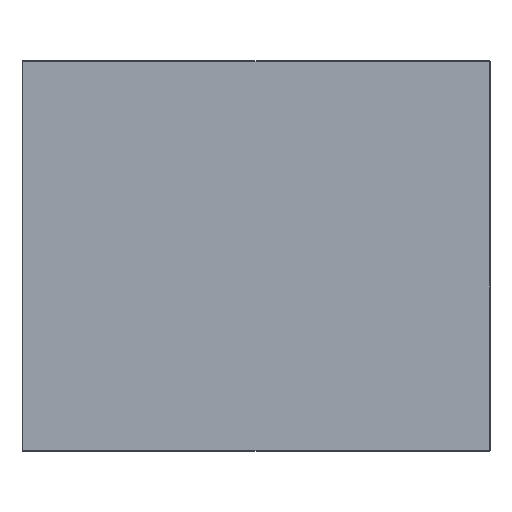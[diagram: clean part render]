
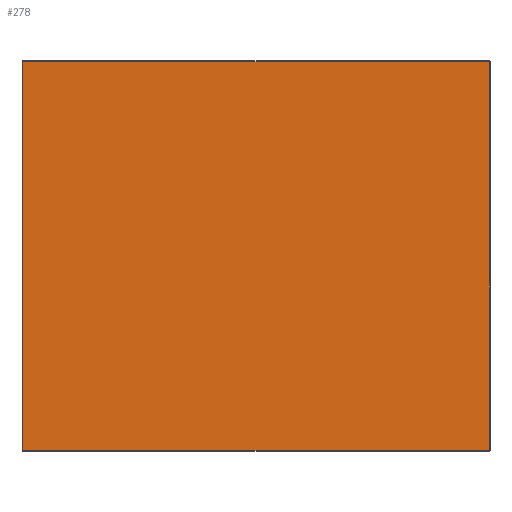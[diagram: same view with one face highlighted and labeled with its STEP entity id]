
A CAD part, top view. The second image highlights one B-rep face of the part: STEP entity #278.
In plain terms, the highlighted face is planar.
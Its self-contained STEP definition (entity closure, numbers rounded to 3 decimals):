
#278=ADVANCED_FACE('',(#354),#1213,.T.);
#354=FACE_OUTER_BOUND('',#431,.T.);
#431=EDGE_LOOP('',(#682,#683,#684,#685));
#682=ORIENTED_EDGE('',*,*,#894,.F.);
#683=ORIENTED_EDGE('',*,*,#895,.F.);
#684=ORIENTED_EDGE('',*,*,#896,.F.);
#685=ORIENTED_EDGE('',*,*,#893,.F.);
#893=EDGE_CURVE('',#1152,#1153,#1050,.T.);
#894=EDGE_CURVE('',#1154,#1152,#1051,.T.);
#895=EDGE_CURVE('',#1155,#1154,#1052,.T.);
#896=EDGE_CURVE('',#1153,#1155,#1053,.T.);
#1050=B_SPLINE_CURVE_WITH_KNOTS('',1,(#2214,#2215),.UNSPECIFIED.,.F.,.F.,
(2,2),(-498.,0.),.UNSPECIFIED.);
#1051=B_SPLINE_CURVE_WITH_KNOTS('',1,(#2216,#2217),.UNSPECIFIED.,.F.,.F.,
(2,2),(-598.,0.),.UNSPECIFIED.);
#1052=B_SPLINE_CURVE_WITH_KNOTS('',1,(#2218,#2219),.UNSPECIFIED.,.F.,.F.,
(2,2),(-498.,0.),.UNSPECIFIED.);
#1053=B_SPLINE_CURVE_WITH_KNOTS('',1,(#2220,#2221),.UNSPECIFIED.,.F.,.F.,
(2,2),(-598.,0.),.UNSPECIFIED.);
#1152=VERTEX_POINT('',#2160);
#1153=VERTEX_POINT('',#2161);
#1154=VERTEX_POINT('',#2162);
#1155=VERTEX_POINT('',#2163);
#1213=PLANE('',#1400);
#1400=AXIS2_PLACEMENT_3D('',#1851,#1492,$);
#1492=DIRECTION('',(0.,1.,0.));
#1851=CARTESIAN_POINT('',(-358.8,50.,298.8));
#2160=CARTESIAN_POINT('',(299.,50.,-249.));
#2161=CARTESIAN_POINT('',(299.,50.,249.));
#2162=CARTESIAN_POINT('',(-299.,50.,-249.));
#2163=CARTESIAN_POINT('',(-299.,50.,249.));
#2214=CARTESIAN_POINT('',(299.,50.,-249.));
#2215=CARTESIAN_POINT('',(299.,50.,249.));
#2216=CARTESIAN_POINT('',(-299.,50.,-249.));
#2217=CARTESIAN_POINT('',(299.,50.,-249.));
#2218=CARTESIAN_POINT('',(-299.,50.,249.));
#2219=CARTESIAN_POINT('',(-299.,50.,-249.));
#2220=CARTESIAN_POINT('',(299.,50.,249.));
#2221=CARTESIAN_POINT('',(-299.,50.,249.));
